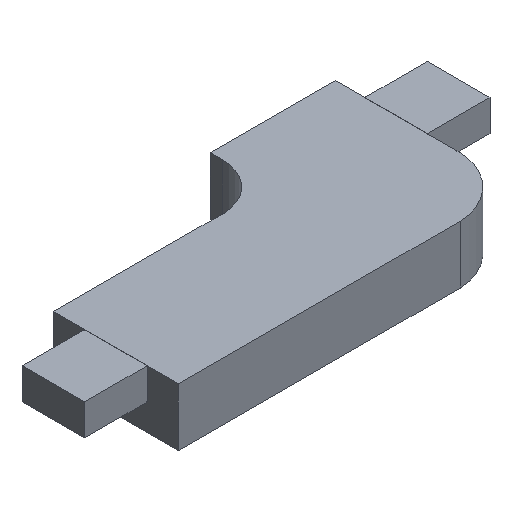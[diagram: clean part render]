
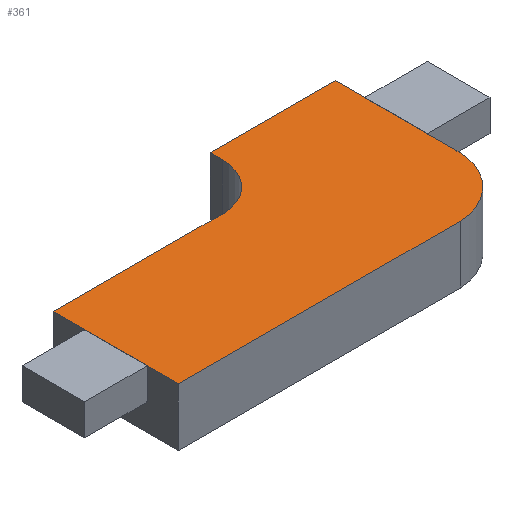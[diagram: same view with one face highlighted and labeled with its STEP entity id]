
A CAD part, isometric view. The second image highlights one B-rep face of the part: STEP entity #361.
In plain terms, the highlighted planar face has unit normal (0, 0, 1).
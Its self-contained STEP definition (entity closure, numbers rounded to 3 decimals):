
#20=CIRCLE('',#395,1.512);
#22=CIRCLE('',#401,2.003);
#33=FACE_OUTER_BOUND('',#55,.T.);
#55=EDGE_LOOP('',(#269,#270,#271,#272,#273,#274,#275,#276));
#71=LINE('',#523,#115);
#74=LINE('',#529,#118);
#78=LINE('',#541,#122);
#81=LINE('',#547,#125);
#84=LINE('',#553,#128);
#88=LINE('',#563,#132);
#115=VECTOR('',#423,10.);
#118=VECTOR('',#428,10.);
#122=VECTOR('',#440,10.);
#125=VECTOR('',#445,10.);
#128=VECTOR('',#450,10.);
#132=VECTOR('',#462,10.);
#159=VERTEX_POINT('',#520);
#160=VERTEX_POINT('',#522);
#162=VERTEX_POINT('',#528);
#164=VERTEX_POINT('',#534);
#166=VERTEX_POINT('',#540);
#168=VERTEX_POINT('',#546);
#170=VERTEX_POINT('',#552);
#172=VERTEX_POINT('',#558);
#191=EDGE_CURVE('',#160,#159,#71,.T.);
#194=EDGE_CURVE('',#162,#160,#74,.T.);
#197=EDGE_CURVE('',#164,#162,#20,.T.);
#200=EDGE_CURVE('',#166,#164,#78,.T.);
#203=EDGE_CURVE('',#168,#166,#81,.T.);
#206=EDGE_CURVE('',#170,#168,#84,.T.);
#209=EDGE_CURVE('',#172,#170,#22,.T.);
#212=EDGE_CURVE('',#159,#172,#88,.T.);
#269=ORIENTED_EDGE('',*,*,#212,.T.);
#270=ORIENTED_EDGE('',*,*,#209,.T.);
#271=ORIENTED_EDGE('',*,*,#206,.T.);
#272=ORIENTED_EDGE('',*,*,#203,.T.);
#273=ORIENTED_EDGE('',*,*,#200,.T.);
#274=ORIENTED_EDGE('',*,*,#197,.T.);
#275=ORIENTED_EDGE('',*,*,#194,.T.);
#276=ORIENTED_EDGE('',*,*,#191,.T.);
#339=PLANE('',#403);
#361=ADVANCED_FACE('',(#33),#339,.T.);
#395=AXIS2_PLACEMENT_3D('',#535,#434,#435);
#401=AXIS2_PLACEMENT_3D('',#559,#456,#457);
#403=AXIS2_PLACEMENT_3D('',#564,#463,#464);
#423=DIRECTION('',(0.,-1.,0.));
#428=DIRECTION('',(-1.,0.,0.));
#434=DIRECTION('center_axis',(0.,0.,-1.));
#435=DIRECTION('ref_axis',(-0.103,-0.995,0.));
#440=DIRECTION('',(0.,-1.,0.));
#445=DIRECTION('',(-1.,0.,0.));
#450=DIRECTION('',(0.,1.,0.));
#456=DIRECTION('center_axis',(0.,0.,1.));
#457=DIRECTION('ref_axis',(0.051,-0.999,0.));
#462=DIRECTION('',(1.,0.,0.));
#463=DIRECTION('center_axis',(0.,0.,1.));
#464=DIRECTION('ref_axis',(1.,0.,0.));
#520=CARTESIAN_POINT('',(0.,0.,1.85));
#522=CARTESIAN_POINT('',(0.,4.,1.85));
#523=CARTESIAN_POINT('',(0.,0.,1.85));
#528=CARTESIAN_POINT('',(5.233,4.,1.85));
#529=CARTESIAN_POINT('',(0.,4.,1.85));
#534=CARTESIAN_POINT('',(6.9,5.504,1.85));
#535=CARTESIAN_POINT('Origin',(5.388,5.504,1.85));
#540=CARTESIAN_POINT('',(6.9,5.89,1.85));
#541=CARTESIAN_POINT('',(6.9,5.89,1.85));
#546=CARTESIAN_POINT('',(10.9,5.89,1.85));
#547=CARTESIAN_POINT('',(10.9,5.89,1.85));
#552=CARTESIAN_POINT('',(10.9,2.,1.85));
#553=CARTESIAN_POINT('',(10.9,4.,1.85));
#558=CARTESIAN_POINT('',(9.,0.,1.85));
#559=CARTESIAN_POINT('Origin',(8.897,2.,1.85));
#563=CARTESIAN_POINT('',(10.9,0.,1.85));
#564=CARTESIAN_POINT('Origin',(5.45,2.945,1.85));
